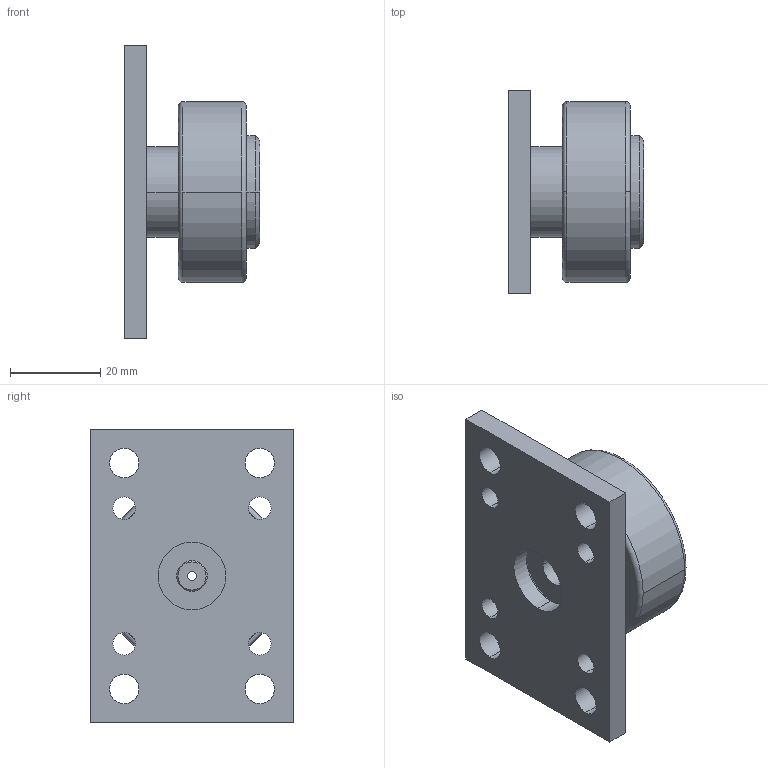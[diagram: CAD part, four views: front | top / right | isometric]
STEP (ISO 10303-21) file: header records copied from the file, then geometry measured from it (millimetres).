
FILE_DESCRIPTION(('STEP AP214'),'1');
FILE_NAME('v_4000_ap.stp','2021-03-31T16:24:05',('TraceParts'),('TraceParts S.A.'),'Spatial InterOp 3D',' ',' ');
FILE_SCHEMA(('AUTOMOTIVE_DESIGN { 1 0 10303 214 1 1 1 1 }'));
Length unit declared in the file: millimetre
Products named in the file (1): v_4000_ap
Bounding box: 30 x 45 x 65 mm (x, y, z)
Volume: 32829.1 mm3; surface area: 14654.3 mm2
Topology: 1 solids, 2 shells, 100 faces, 233 edges, 153 vertices
Faces by surface type: cylinder 54, plane 24, cone 12, torus 10
Entity records: 3798 total; most frequent: DIRECTION 590, CARTESIAN_POINT 487, ORIENTED_EDGE 466, AXIS2_PLACEMENT_3D 256, EDGE_CURVE 233, CIRCLE 155, VERTEX_POINT 153, EDGE_LOOP 136
